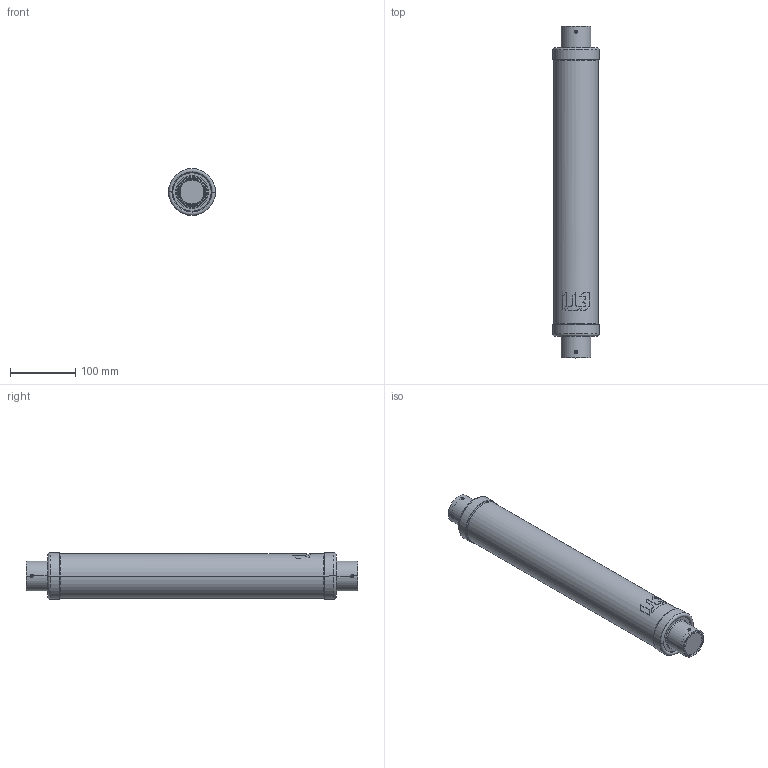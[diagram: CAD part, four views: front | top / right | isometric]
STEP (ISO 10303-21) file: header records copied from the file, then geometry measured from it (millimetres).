
FILE_DESCRIPTION((''),'2;1');
FILE_NAME('VV_68-442-STRIKER_ASM','2021-04-02T',('marketing.praksa'),('Audax d.o.o.'),'CREO PARAMETRIC BY PTC INC, 2017480','CREO PARAMETRIC BY PTC INC, 2017480','');
FILE_SCHEMA(('AUTOMOTIVE_DESIGN { 1 0 10303 214 1 1 1 1 }'));
Length unit declared in the file: millimetre
Products named in the file (11): 0000030782_1_1_2_3_1_1; 0000061570_1_1_2_3_1_1; 0000061580_1_1_2_3_1_1; 0000069054_1_1_2_3_4_5_1_1_1_1; 0000069054_1_1_2_3_4_5_2_1_1_1; 0000069054_1_1_2_3_4_5_3_1_1_1; ASM0102_ASM_1_ASM; 0000069054_1_1_2_3_4_5_ASM_1_1__ASM; 0000032411_1_1_2_3_4_5_6_7_8__1; BASE-68-442_1; VV_68-442-STRIKER_ASM
Assembly tree (11 placements, depth 4):
  VV_68-442-STRIKER_ASM
    0000030782_1_1_2_3_1_1  x2
    0000061570_1_1_2_3_1_1
    0000061580_1_1_2_3_1_1
    0000069054_1_1_2_3_4_5_ASM_1_1__ASM
      ASM0102_ASM_1_ASM
        0000069054_1_1_2_3_4_5_1_1_1_1
        0000069054_1_1_2_3_4_5_2_1_1_1
        0000069054_1_1_2_3_4_5_3_1_1_1
    0000032411_1_1_2_3_4_5_6_7_8__1
    BASE-68-442_1
Bounding box: 71.6 x 508 x 71.6 mm (x, y, z)
Volume: 736577.6 mm3; surface area: 225333.2 mm2
Topology: 9 solids, 9 shells, 419 faces, 1097 edges, 721 vertices
Faces by surface type: cylinder 143, plane 96, bspline 96, torus 80, cone 4
Entity records: 20835 total; most frequent: CARTESIAN_POINT 7661, ORIENTED_EDGE 1682, DIRECTION 1524, PRESENTATION_STYLE_ASSIGNMENT 968, STYLED_ITEM 849, CURVE_STYLE 841, EDGE_CURVE 841, AXIS2_PLACEMENT_3D 649
